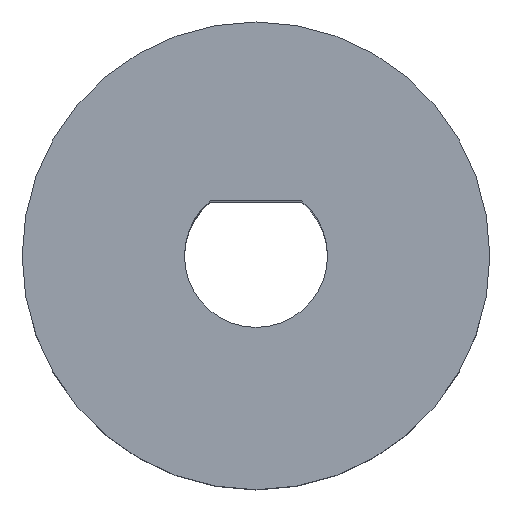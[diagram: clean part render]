
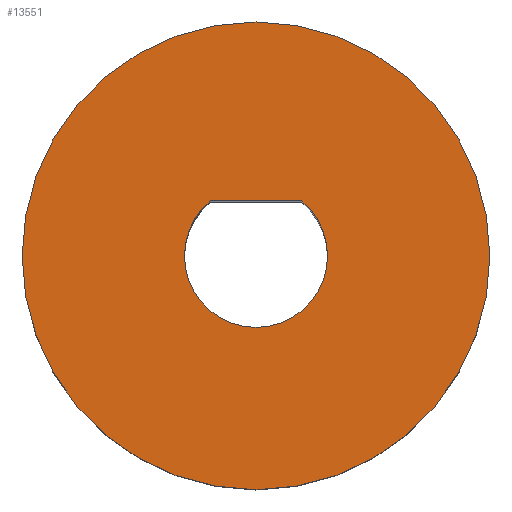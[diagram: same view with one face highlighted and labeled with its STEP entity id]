
A CAD part, top view. The second image highlights one B-rep face of the part: STEP entity #13551.
In plain terms, the highlighted planar face has unit normal (0, 0, 1).
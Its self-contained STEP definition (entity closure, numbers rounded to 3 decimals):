
#345 = CYLINDRICAL_SURFACE('',#346,8.5);
#346 = AXIS2_PLACEMENT_3D('',#347,#348,#349);
#347 = CARTESIAN_POINT('',(0.,0.,19.99));
#348 = DIRECTION('',(-0.,-0.,-1.));
#349 = DIRECTION('',(1.,0.,0.));
#6046 = VERTEX_POINT('',#6047);
#6047 = CARTESIAN_POINT('',(8.5,0.,25.99));
#6068 = EDGE_CURVE('',#6046,#6046,#6069,.T.);
#6069 = SURFACE_CURVE('',#6070,(#6075,#6082),.PCURVE_S1.);
#6070 = CIRCLE('',#6071,8.5);
#6071 = AXIS2_PLACEMENT_3D('',#6072,#6073,#6074);
#6072 = CARTESIAN_POINT('',(0.,0.,25.99));
#6073 = DIRECTION('',(0.,0.,1.));
#6074 = DIRECTION('',(1.,0.,0.));
#6075 = PCURVE('',#345,#6076);
#6076 = DEFINITIONAL_REPRESENTATION('',(#6077),#6081);
#6077 = LINE('',#6078,#6079);
#6078 = CARTESIAN_POINT('',(-0.,-6.));
#6079 = VECTOR('',#6080,1.);
#6080 = DIRECTION('',(-1.,0.));
#6081 = ( GEOMETRIC_REPRESENTATION_CONTEXT(2) 
PARAMETRIC_REPRESENTATION_CONTEXT() REPRESENTATION_CONTEXT('2D SPACE',''
  ) );
#6082 = PCURVE('',#6083,#6088);
#6083 = PLANE('',#6084);
#6084 = AXIS2_PLACEMENT_3D('',#6085,#6086,#6087);
#6085 = CARTESIAN_POINT('',(0.,0.,25.99));
#6086 = DIRECTION('',(0.,0.,1.));
#6087 = DIRECTION('',(1.,0.,0.));
#6088 = DEFINITIONAL_REPRESENTATION('',(#6089),#6093);
#6089 = CIRCLE('',#6090,8.5);
#6090 = AXIS2_PLACEMENT_2D('',#6091,#6092);
#6091 = CARTESIAN_POINT('',(0.,0.));
#6092 = DIRECTION('',(1.,0.));
#6093 = ( GEOMETRIC_REPRESENTATION_CONTEXT(2) 
PARAMETRIC_REPRESENTATION_CONTEXT() REPRESENTATION_CONTEXT('2D SPACE',''
  ) );
#13551 = ADVANCED_FACE('',(#13552,#13555),#6083,.T.);
#13552 = FACE_BOUND('',#13553,.T.);
#13553 = EDGE_LOOP('',(#13554));
#13554 = ORIENTED_EDGE('',*,*,#6068,.T.);
#13555 = FACE_BOUND('',#13556,.T.);
#13556 = EDGE_LOOP('',(#13557,#13588));
#13557 = ORIENTED_EDGE('',*,*,#13558,.F.);
#13558 = EDGE_CURVE('',#13559,#13561,#13563,.T.);
#13559 = VERTEX_POINT('',#13560);
#13560 = CARTESIAN_POINT('',(-1.661,2.,25.99));
#13561 = VERTEX_POINT('',#13562);
#13562 = CARTESIAN_POINT('',(1.661,2.,25.99));
#13563 = SURFACE_CURVE('',#13564,(#13569,#13576),.PCURVE_S1.);
#13564 = CIRCLE('',#13565,2.6);
#13565 = AXIS2_PLACEMENT_3D('',#13566,#13567,#13568);
#13566 = CARTESIAN_POINT('',(0.,0.,25.99));
#13567 = DIRECTION('',(0.,0.,1.));
#13568 = DIRECTION('',(1.,0.,-0.));
#13569 = PCURVE('',#6083,#13570);
#13570 = DEFINITIONAL_REPRESENTATION('',(#13571),#13575);
#13571 = CIRCLE('',#13572,2.6);
#13572 = AXIS2_PLACEMENT_2D('',#13573,#13574);
#13573 = CARTESIAN_POINT('',(0.,0.));
#13574 = DIRECTION('',(1.,0.));
#13575 = ( GEOMETRIC_REPRESENTATION_CONTEXT(2) 
PARAMETRIC_REPRESENTATION_CONTEXT() REPRESENTATION_CONTEXT('2D SPACE',''
  ) );
#13576 = PCURVE('',#13577,#13582);
#13577 = CYLINDRICAL_SURFACE('',#13578,2.6);
#13578 = AXIS2_PLACEMENT_3D('',#13579,#13580,#13581);
#13579 = CARTESIAN_POINT('',(0.,0.,5000.));
#13580 = DIRECTION('',(0.,0.,1.));
#13581 = DIRECTION('',(1.,0.,-0.));
#13582 = DEFINITIONAL_REPRESENTATION('',(#13583),#13587);
#13583 = LINE('',#13584,#13585);
#13584 = CARTESIAN_POINT('',(0.,-4974.01));
#13585 = VECTOR('',#13586,1.);
#13586 = DIRECTION('',(1.,0.));
#13587 = ( GEOMETRIC_REPRESENTATION_CONTEXT(2) 
PARAMETRIC_REPRESENTATION_CONTEXT() REPRESENTATION_CONTEXT('2D SPACE',''
  ) );
#13588 = ORIENTED_EDGE('',*,*,#13589,.T.);
#13589 = EDGE_CURVE('',#13559,#13561,#13590,.T.);
#13590 = SURFACE_CURVE('',#13591,(#13595,#13601),.PCURVE_S1.);
#13591 = LINE('',#13592,#13593);
#13592 = CARTESIAN_POINT('',(-0.831,2.,25.99));
#13593 = VECTOR('',#13594,1.);
#13594 = DIRECTION('',(1.,0.,0.));
#13595 = PCURVE('',#6083,#13596);
#13596 = DEFINITIONAL_REPRESENTATION('',(#13597),#13600);
#13597 = B_SPLINE_CURVE_WITH_KNOTS('',1,(#13598,#13599),.UNSPECIFIED.,
  .F.,.F.,(2,2),(-1.163,2.824),
  .PIECEWISE_BEZIER_KNOTS.);
#13598 = CARTESIAN_POINT('',(-1.994,2.));
#13599 = CARTESIAN_POINT('',(1.994,2.));
#13600 = ( GEOMETRIC_REPRESENTATION_CONTEXT(2) 
PARAMETRIC_REPRESENTATION_CONTEXT() REPRESENTATION_CONTEXT('2D SPACE',''
  ) );
#13601 = PCURVE('',#13602,#13607);
#13602 = PLANE('',#13603);
#13603 = AXIS2_PLACEMENT_3D('',#13604,#13605,#13606);
#13604 = CARTESIAN_POINT('',(-1.661,2.,5000.));
#13605 = DIRECTION('',(0.,-1.,0.));
#13606 = DIRECTION('',(1.,0.,0.));
#13607 = DEFINITIONAL_REPRESENTATION('',(#13608),#13611);
#13608 = B_SPLINE_CURVE_WITH_KNOTS('',1,(#13609,#13610),.UNSPECIFIED.,
  .F.,.F.,(2,2),(-1.163,2.824),
  .PIECEWISE_BEZIER_KNOTS.);
#13609 = CARTESIAN_POINT('',(-0.332,-4974.01));
#13610 = CARTESIAN_POINT('',(3.655,-4974.01));
#13611 = ( GEOMETRIC_REPRESENTATION_CONTEXT(2) 
PARAMETRIC_REPRESENTATION_CONTEXT() REPRESENTATION_CONTEXT('2D SPACE',''
  ) );
